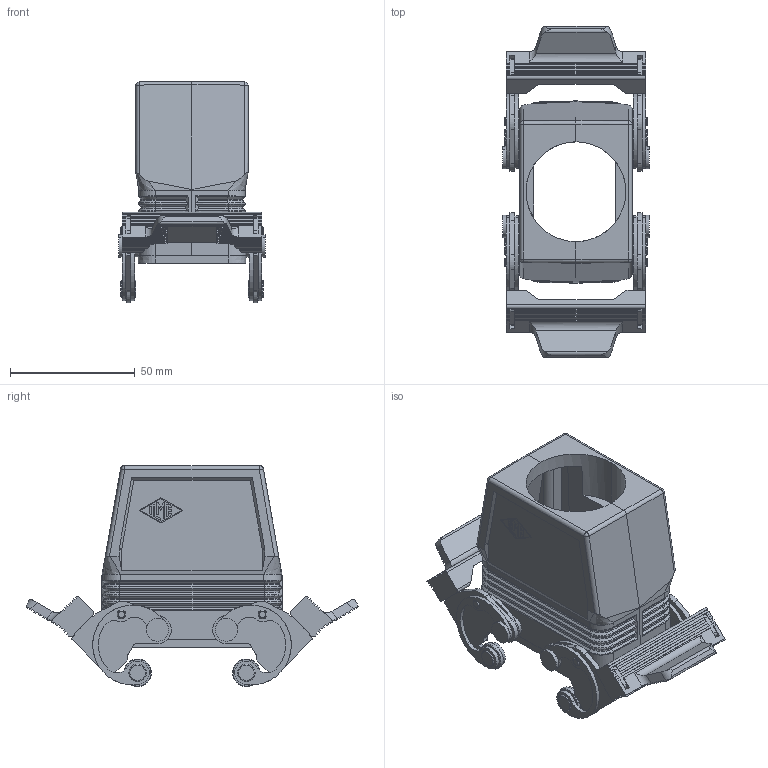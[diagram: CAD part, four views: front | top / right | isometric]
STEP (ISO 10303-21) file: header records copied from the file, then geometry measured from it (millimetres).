
FILE_DESCRIPTION(('Creo Elements/Direct Modeling STEP Export'),'2;1');
FILE_NAME('0ln7uvk45l4d5me1592','2016-11-10T 8:52:45',(''),(''),'PTC Creo Elements/Direct Modeling STEP processor for AP214 (Solid Model)','PTC Creo Elements/Direct Modeling 19.0E 27-Jun-2016 (C) Parametric Technology GmbH','');
FILE_SCHEMA(('AUTOMOTIVE_DESIGN { 1 0 10303 214 1 1 1 1 }'));
Products named in the file (2): MFV_10_G40
Assembly tree (1 placements, depth 2):
  MFV_10_G40
    MFV_10_G40
Bounding box: 58.8 x 132.96 x 88.52 mm (x, y, z)
Volume: 91440.1 mm3; surface area: 53606.3 mm2
Topology: 1 solids, 13 shells, 1143 faces, 2978 edges, 1906 vertices
Faces by surface type: plane 606, cylinder 343, bspline 94, torus 48, extrusion 32, cone 16, sphere 4
Entity records: 65536 total; most frequent: CARTESIAN_POINT 31014, ORIENTED_EDGE 5948, DIRECTION 4530, EDGE_CURVE 2974, VERTEX_POINT 1906, VECTOR 1588, LINE 1556, AXIS2_PLACEMENT_3D 1471
